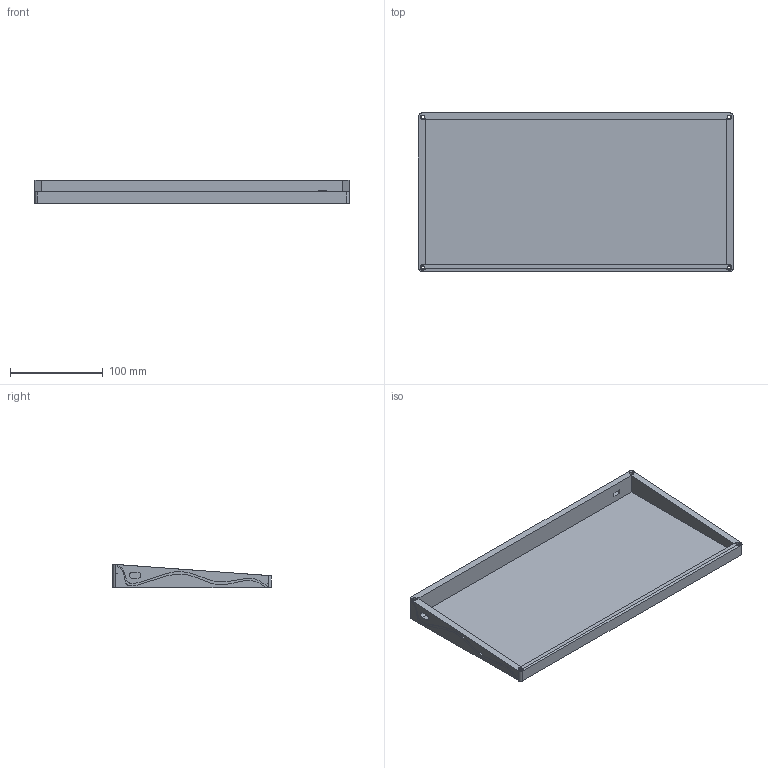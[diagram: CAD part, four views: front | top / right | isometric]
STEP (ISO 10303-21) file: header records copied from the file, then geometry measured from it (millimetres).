
FILE_DESCRIPTION(/* description */ ('STEP AP242','CAx-IF Rec.Pracs.---Representation and Presentation of Product Manufacturing Information (PMI)---4.0---2014-10-13','CAx-IF Rec.Pracs.---3D Tessellated Geometry---0.4---2014-09-14','2;1'),/* implementation_level */ '2;1');
FILE_NAME(/* name */ '688c7a53a6ede90d661a82a7',/* time_stamp */ '2025-08-01T08:27:01Z',/* author */ (''),/* organization */ (''),/* preprocessor_version */ 'ST-DEVELOPER v20',/* originating_system */ 'ONSHAPE BY PTC INC, 1.201',/* authorisation */ ' ');
FILE_SCHEMA (('AP242_MANAGED_MODEL_BASED_3D_ENGINEERING_MIM_LF { 1 0 10303 442 1 1 4 }'));
Length unit declared in the file: metre
Products named in the file (2): Part 1; Part 2
Bounding box: 340.7 x 171.8 x 25 mm (x, y, z)
Volume: 284162 mm3; surface area: 154040.2 mm2
Topology: 2 solids, 2 shells, 863 faces, 2448 edges, 1628 vertices
Faces by surface type: plane 719, bspline 81, cylinder 63
Full cylindrical faces by diameter (mm): 3.4 x4, 6 x4
Entity records: 28143 total; most frequent: CARTESIAN_POINT 6100, ORIENTED_EDGE 4880, DIRECTION 3972, EDGE_CURVE 2440, LINE 2152, VECTOR 2152, VERTEX_POINT 1628, EDGE_LOOP 922
